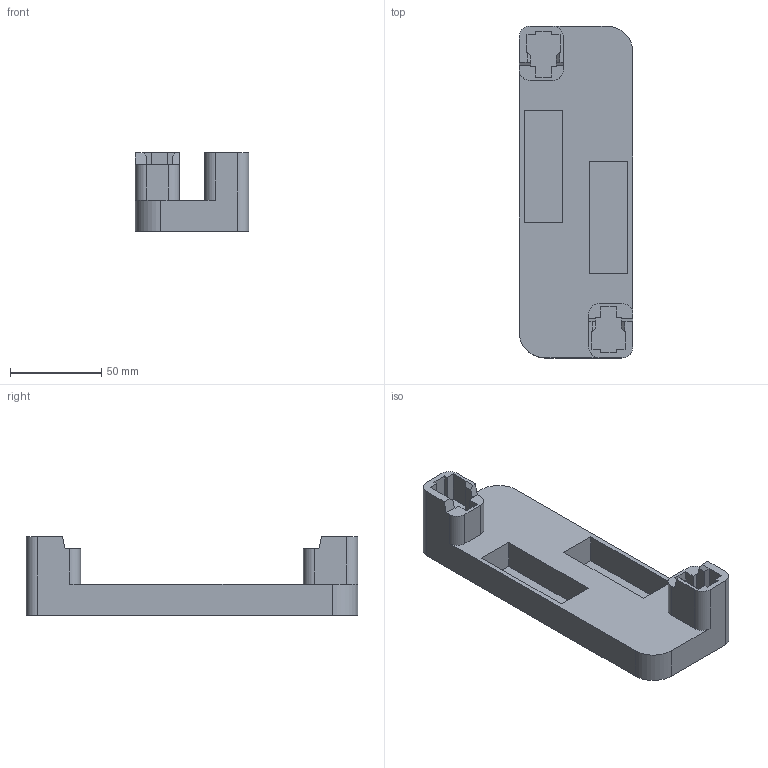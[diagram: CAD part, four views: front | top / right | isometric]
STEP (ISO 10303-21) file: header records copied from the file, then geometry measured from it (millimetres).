
FILE_DESCRIPTION(('FreeCAD Model'),'2;1');
FILE_NAME('Open CASCADE Shape Model','2024-09-09T10:54:11',(''),(''), 'Open CASCADE STEP processor 7.6','FreeCAD','Unknown');
FILE_SCHEMA(('AUTOMOTIVE_DESIGN { 1 0 10303 214 1 1 1 1 }'));
Length unit declared in the file: millimetre
Products named in the file (1): Hammershot storage stand 1B
Bounding box: 62 x 181.4 x 43 mm (x, y, z)
Volume: 170416.3 mm3; surface area: 42694.7 mm2
Topology: 1 solids, 1 shells, 76 faces, 220 edges, 148 vertices
Faces by surface type: plane 66, cylinder 10
Entity records: 2498 total; most frequent: CARTESIAN_POINT 445, ORIENTED_EDGE 440, DIRECTION 394, EDGE_CURVE 220, LINE 200, VECTOR 200, VERTEX_POINT 148, AXIS2_PLACEMENT_3D 97
